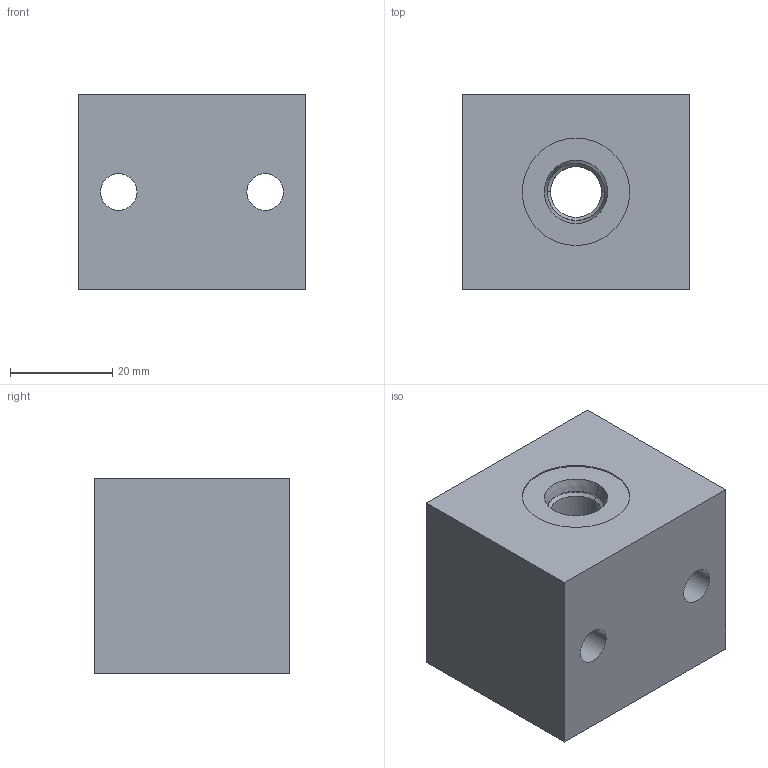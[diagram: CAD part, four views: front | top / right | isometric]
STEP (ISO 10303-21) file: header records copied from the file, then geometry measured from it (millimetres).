
FILE_DESCRIPTION((''),'2;1');
FILE_NAME('ILC31124124','2005-05-05T',('KR'),(''),'PRO/ENGINEER BY PARAMETRIC TECHNOLOGY CORPORATION, 2004290','PRO/ENGINEER BY PARAMETRIC TECHNOLOGY CORPORATION, 2004290','');
FILE_SCHEMA(('AUTOMOTIVE_DESIGN_CC2 { 1 2 10303 214 -1 1 5 2 }'));
Length unit declared in the file: inch
Products named in the file (1): ILC31124124
Bounding box: 44.45 x 38.1 x 38.1 mm (x, y, z)
Volume: 56078.4 mm3; surface area: 13584 mm2
Topology: 1 solids, 4 shells, 52 faces, 126 edges, 82 vertices
Faces by surface type: cylinder 24, plane 14, cone 14
Entity records: 1723 total; most frequent: CARTESIAN_POINT 301, DIRECTION 300, ORIENTED_EDGE 240, EDGE_CURVE 126, AXIS2_PLACEMENT_3D 125, COLOUR_RGB 105, VERTEX_POINT 82, CIRCLE 72
